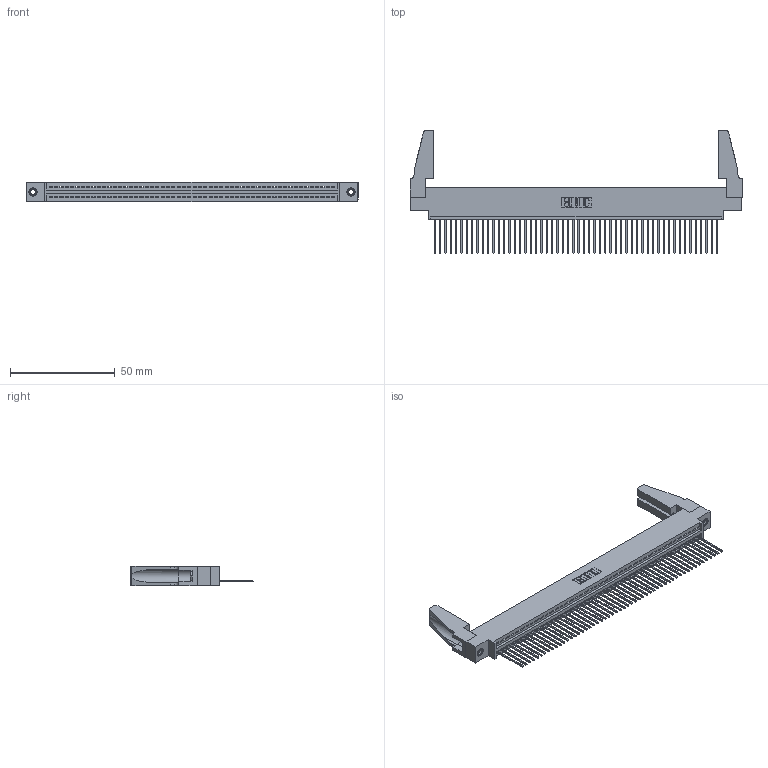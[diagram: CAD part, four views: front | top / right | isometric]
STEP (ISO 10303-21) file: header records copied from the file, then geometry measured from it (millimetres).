
FILE_DESCRIPTION (( 'STEP AP203' ), '1' );
FILE_NAME ('395-054-542-688.STEP', '2019-10-23T18:33:10', ( '' ), ( '' ), 'SwSTEP 2.0', 'SolidWorks 2016', '' );
FILE_SCHEMA (( 'CONFIG_CONTROL_DESIGN' ));
Length unit declared in the file: inch
Products named in the file (5): 345-220-078_345-220-088; 345 Part_0.170 Offset - 0.156 Dia-TH; 395-054-542-688; 345-292-001_345-293-142; 345-250-001_345-250-001-102
Assembly tree (59 placements, depth 2):
  395-054-542-688
    345 Part_0.170 Offset - 0.156 Dia-TH
    345-292-001_345-293-142  x54
    345-250-001_345-250-001-102  x2
    345-220-078_345-220-088  x2
Bounding box: 158.39 x 58.47 x 9.4 mm (x, y, z)
Volume: 18402 mm3; surface area: 24311.1 mm2
Topology: 59 solids, 59 shells, 3386 faces, 10171 edges, 6698 vertices
Faces by surface type: plane 2316, cylinder 1054, cone 12, torus 4
Entity records: 41324 total; most frequent: CARTESIAN_POINT 7148, ORIENTED_EDGE 7096, DIRECTION 6232, EDGE_CURVE 3548, LINE 3158, VECTOR 3158, VERTEX_POINT 2358, AXIS2_PLACEMENT_3D 1537
